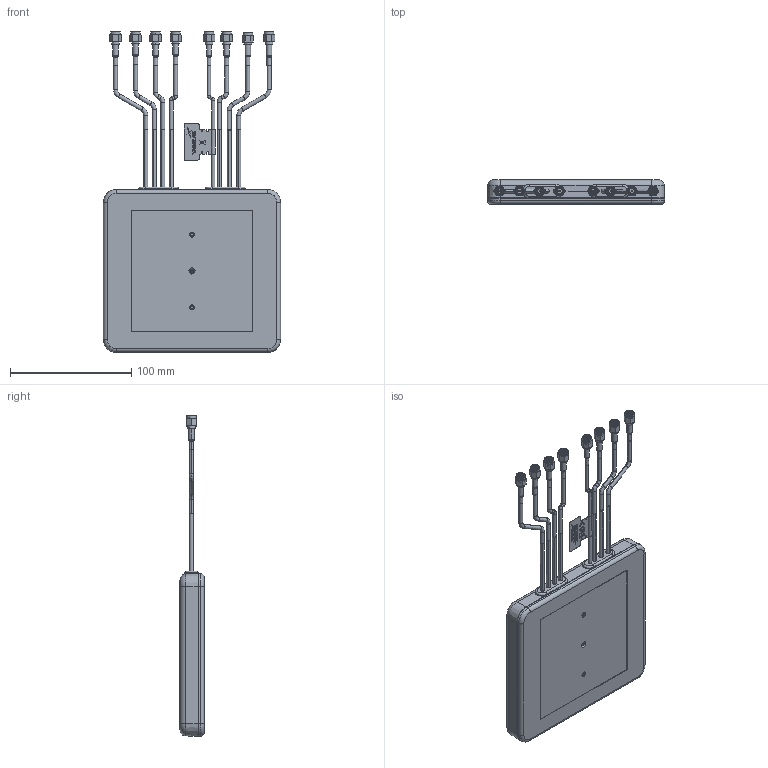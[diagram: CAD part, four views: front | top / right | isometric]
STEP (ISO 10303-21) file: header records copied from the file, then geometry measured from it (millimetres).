
FILE_DESCRIPTION (( 'STEP AP214' ), '1' );
FILE_NAME ('MA998.A.001_Web.STEP', '2024-05-21T05:49:10', ( '' ), ( '' ), 'SwSTEP 2.0', 'SolidWorks 2022', '' );
FILE_SCHEMA (( 'AUTOMOTIVE_DESIGN' ));
Length unit declared in the file: millimetre
Products named in the file (1): MA998.A.001_Web
Bounding box: 146.05 x 20.11 x 264.15 mm (x, y, z)
Surface area: 67545.7 mm2 (no closed solid volume)
Topology: 0 solids, 162 shells, 904 faces, 4299 edges, 3557 vertices
Faces by surface type: cylinder 345, plane 244, cone 173, torus 117, bspline 25
Entity records: 69831 total; most frequent: CARTESIAN_POINT 28160, DIRECTION 5911, ORIENTED_EDGE 5806, EDGE_CURVE 4299, VERTEX_POINT 3557, VECTOR 2231, LINE 2231, AXIS2_PLACEMENT_3D 1840
